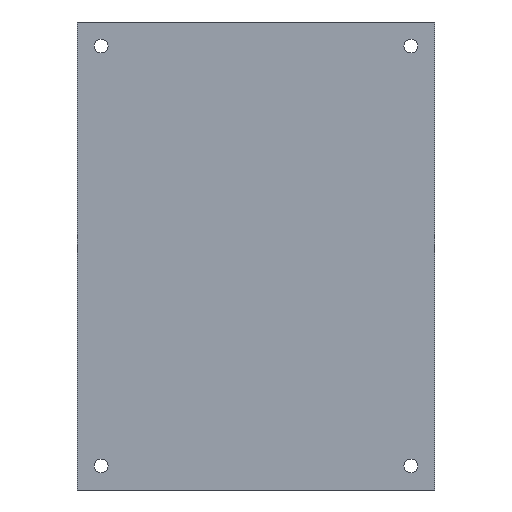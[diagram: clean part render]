
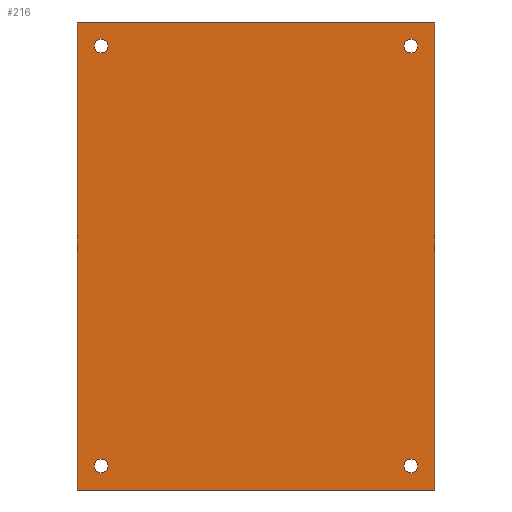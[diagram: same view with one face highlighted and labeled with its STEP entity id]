
A CAD part, front view. The second image highlights one B-rep face of the part: STEP entity #216.
In plain terms, the highlighted planar face has unit normal (0, -1, 0).
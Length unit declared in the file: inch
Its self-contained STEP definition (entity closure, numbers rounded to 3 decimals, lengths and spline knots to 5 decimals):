
#18 = DIRECTION ( 'NONE',  ( 0., -1., 0. ) ) ;
#19 = CARTESIAN_POINT ( 'NONE',  ( -6.5, 0., -8.5 ) ) ;
#31 = CARTESIAN_POINT ( 'NONE',  ( -5.625, 0., -7.625 ) ) ;
#33 = CARTESIAN_POINT ( 'NONE',  ( -6.5, 0., 8.5 ) ) ;
#34 = FACE_BOUND ( 'NONE', #382, .T. ) ;
#38 = EDGE_CURVE ( 'NONE', #350, #376, #308, .T. ) ;
#43 = VECTOR ( 'NONE', #487, 39.37008 ) ;
#46 = DIRECTION ( 'NONE',  ( 0., 0., -1. ) ) ;
#48 = DIRECTION ( 'NONE',  ( 0., 0., 1. ) ) ;
#61 = FACE_BOUND ( 'NONE', #184, .T. ) ;
#72 = EDGE_CURVE ( 'NONE', #327, #327, #406, .T. ) ;
#76 = DIRECTION ( 'NONE',  ( 0., 0., 1. ) ) ;
#82 = EDGE_CURVE ( 'NONE', #502, #502, #510, .T. ) ;
#84 = CIRCLE ( 'NONE', #144, 0.25 ) ;
#95 = FACE_OUTER_BOUND ( 'NONE', #506, .T. ) ;
#103 = VERTEX_POINT ( 'NONE', #125 ) ;
#104 = CARTESIAN_POINT ( 'NONE',  ( -6.5, 0., -8.5 ) ) ;
#105 = VECTOR ( 'NONE', #481, 39.37008 ) ;
#116 = LINE ( 'NONE', #527, #428 ) ;
#118 = FACE_BOUND ( 'NONE', #120, .T. ) ;
#120 = EDGE_LOOP ( 'NONE', ( #236 ) ) ;
#125 = CARTESIAN_POINT ( 'NONE',  ( 5.625, 0., -7.375 ) ) ;
#133 = LINE ( 'NONE', #522, #43 ) ;
#144 = AXIS2_PLACEMENT_3D ( 'NONE', #31, #322, #358 ) ;
#168 = CARTESIAN_POINT ( 'NONE',  ( 5.625, 0., 7.875 ) ) ;
#180 = AXIS2_PLACEMENT_3D ( 'NONE', #494, #181, #258 ) ;
#181 = DIRECTION ( 'NONE',  ( 0., 1., 0. ) ) ;
#184 = EDGE_LOOP ( 'NONE', ( #444 ) ) ;
#195 = CARTESIAN_POINT ( 'NONE',  ( 6.5, 0., -8.5 ) ) ;
#198 = CARTESIAN_POINT ( 'NONE',  ( 5.625, 0., -7.625 ) ) ;
#200 = VECTOR ( 'NONE', #46, 39.37008 ) ;
#216 = ADVANCED_FACE ( 'NONE', ( #95, #118, #365, #34, #61 ), #464, .T. ) ;
#219 = ORIENTED_EDGE ( 'NONE', *, *, #447, .F. ) ;
#220 = DIRECTION ( 'NONE',  ( 0., 1., 0. ) ) ;
#230 = VERTEX_POINT ( 'NONE', #104 ) ;
#235 = AXIS2_PLACEMENT_3D ( 'NONE', #198, #478, #76 ) ;
#236 = ORIENTED_EDGE ( 'NONE', *, *, #82, .T. ) ;
#239 = CARTESIAN_POINT ( 'NONE',  ( -6.5, 0., 8.5 ) ) ;
#240 = ORIENTED_EDGE ( 'NONE', *, *, #356, .T. ) ;
#246 = CARTESIAN_POINT ( 'NONE',  ( -5.625, 0., 7.875 ) ) ;
#250 = AXIS2_PLACEMENT_3D ( 'NONE', #501, #220, #48 ) ;
#257 = AXIS2_PLACEMENT_3D ( 'NONE', #19, #18, #357 ) ;
#258 = DIRECTION ( 'NONE',  ( 0., 0., 1. ) ) ;
#280 = ORIENTED_EDGE ( 'NONE', *, *, #377, .F. ) ;
#308 = LINE ( 'NONE', #457, #200 ) ;
#322 = DIRECTION ( 'NONE',  ( 0., 1., 0. ) ) ;
#327 = VERTEX_POINT ( 'NONE', #246 ) ;
#329 = LINE ( 'NONE', #33, #105 ) ;
#340 = CIRCLE ( 'NONE', #235, 0.25 ) ;
#342 = ORIENTED_EDGE ( 'NONE', *, *, #38, .F. ) ;
#345 = EDGE_CURVE ( 'NONE', #103, #103, #340, .T. ) ;
#350 = VERTEX_POINT ( 'NONE', #514 ) ;
#356 = EDGE_CURVE ( 'NONE', #508, #508, #84, .T. ) ;
#357 = DIRECTION ( 'NONE',  ( 0., 0., -1. ) ) ;
#358 = DIRECTION ( 'NONE',  ( 0., 0., 1. ) ) ;
#365 = FACE_BOUND ( 'NONE', #516, .T. ) ;
#376 = VERTEX_POINT ( 'NONE', #195 ) ;
#377 = EDGE_CURVE ( 'NONE', #230, #411, #329, .T. ) ;
#382 = EDGE_LOOP ( 'NONE', ( #240 ) ) ;
#406 = CIRCLE ( 'NONE', #250, 0.25 ) ;
#410 = DIRECTION ( 'NONE',  ( -1., 0., 0. ) ) ;
#411 = VERTEX_POINT ( 'NONE', #239 ) ;
#428 = VECTOR ( 'NONE', #410, 39.37008 ) ;
#444 = ORIENTED_EDGE ( 'NONE', *, *, #72, .T. ) ;
#447 = EDGE_CURVE ( 'NONE', #411, #350, #133, .T. ) ;
#457 = CARTESIAN_POINT ( 'NONE',  ( 6.5, 0., -8.5 ) ) ;
#464 = PLANE ( 'NONE',  #257 ) ;
#467 = ORIENTED_EDGE ( 'NONE', *, *, #503, .F. ) ;
#478 = DIRECTION ( 'NONE',  ( 0., 1., 0. ) ) ;
#481 = DIRECTION ( 'NONE',  ( 0., 0., 1. ) ) ;
#486 = ORIENTED_EDGE ( 'NONE', *, *, #345, .T. ) ;
#487 = DIRECTION ( 'NONE',  ( 1., 0., 0. ) ) ;
#494 = CARTESIAN_POINT ( 'NONE',  ( 5.625, 0., 7.625 ) ) ;
#501 = CARTESIAN_POINT ( 'NONE',  ( -5.625, 0., 7.625 ) ) ;
#502 = VERTEX_POINT ( 'NONE', #168 ) ;
#503 = EDGE_CURVE ( 'NONE', #376, #230, #116, .T. ) ;
#506 = EDGE_LOOP ( 'NONE', ( #342, #219, #280, #467 ) ) ;
#508 = VERTEX_POINT ( 'NONE', #524 ) ;
#510 = CIRCLE ( 'NONE', #180, 0.25 ) ;
#514 = CARTESIAN_POINT ( 'NONE',  ( 6.5, 0., 8.5 ) ) ;
#516 = EDGE_LOOP ( 'NONE', ( #486 ) ) ;
#522 = CARTESIAN_POINT ( 'NONE',  ( 6.5, 0., 8.5 ) ) ;
#524 = CARTESIAN_POINT ( 'NONE',  ( -5.625, 0., -7.375 ) ) ;
#527 = CARTESIAN_POINT ( 'NONE',  ( -6.5, 0., -8.5 ) ) ;
